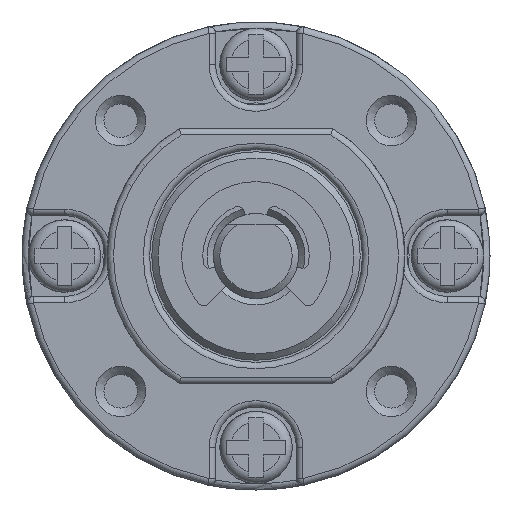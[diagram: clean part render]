
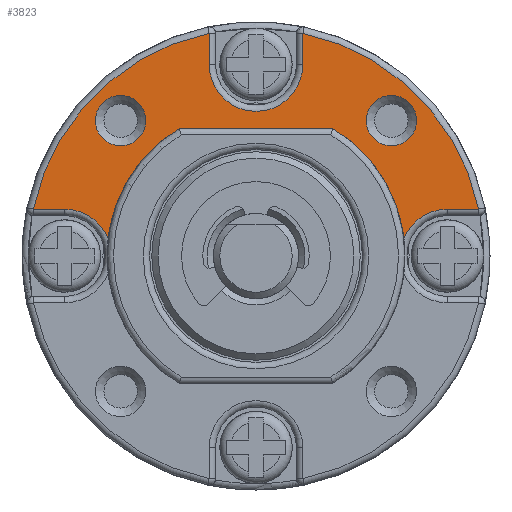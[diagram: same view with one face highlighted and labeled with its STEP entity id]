
A CAD part, front view. The second image highlights one B-rep face of the part: STEP entity #3823.
In plain terms, the highlighted planar face has unit normal (0, -1, 0).
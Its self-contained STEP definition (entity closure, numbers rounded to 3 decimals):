
#3289=CARTESIAN_POINT('',(-6.,2.0,-3.606));
#3290=VERTEX_POINT('',#3289);
#3297=CARTESIAN_POINT('',(-0.807,2.0,-6.953));
#3298=VERTEX_POINT('',#3297);
#3299=CARTESIAN_POINT('',(0.0,2.0,0.0));
#3300=DIRECTION('',(0.0,-1.0,0.0));
#3301=DIRECTION('',(-1.0,0.0,0.0));
#3302=AXIS2_PLACEMENT_3D('',#3299,#3300,#3301);
#3303=CIRCLE('',#3302,7.);
#3304=EDGE_CURVE('',#3290,#3298,#3303,.T.);
#3442=CARTESIAN_POINT('',(-6.,2.0,3.606));
#3443=VERTEX_POINT('',#3442);
#3450=CARTESIAN_POINT('',(-6.,2.0,-3.606));
#3451=DIRECTION('',(0.0,0.0,1.0));
#3452=VECTOR('',#3451,7.211);
#3453=LINE('',#3450,#3452);
#3454=EDGE_CURVE('',#3290,#3443,#3453,.T.);
#3672=CARTESIAN_POINT('',(-7.549,2.0,-6.364));
#3673=VERTEX_POINT('',#3672);
#3674=CARTESIAN_POINT('',(-6.364,2.0,-6.364));
#3675=DIRECTION('',(0.0,-1.0,0.0));
#3676=DIRECTION('',(1.0,0.0,0.0));
#3677=AXIS2_PLACEMENT_3D('',#3674,#3675,#3676);
#3678=CIRCLE('',#3677,1.185);
#3679=EDGE_CURVE('',#3673,#3673,#3678,.T.);
#3716=CARTESIAN_POINT('',(0.0,2.0,0.));
#3717=DIRECTION('',(0.0,1.0,0.0));
#3718=DIRECTION('',(0.0,0.0,1.0));
#3719=AXIS2_PLACEMENT_3D('',#3716,#3717,#3718);
#3720=PLANE('',#3719);
#3721=CARTESIAN_POINT('',(-2.2,2.0,-9.0));
#3722=VERTEX_POINT('',#3721);
#3723=CARTESIAN_POINT('',(0.,2.0,-9.0));
#3724=DIRECTION('',(0.0,-1.0,0.0));
#3725=DIRECTION('',(0.0,0.0,1.0));
#3726=AXIS2_PLACEMENT_3D('',#3723,#3724,#3725);
#3727=CIRCLE('',#3726,2.2);
#3728=EDGE_CURVE('',#3298,#3722,#3727,.T.);
#3729=ORIENTED_EDGE('',*,*,#3728,.F.);
#3730=ORIENTED_EDGE('',*,*,#3304,.F.);
#3731=ORIENTED_EDGE('',*,*,#3454,.T.);
#3732=CARTESIAN_POINT('',(-0.807,2.0,6.953));
#3733=VERTEX_POINT('',#3732);
#3734=CARTESIAN_POINT('',(0.0,2.0,0.0));
#3735=DIRECTION('',(0.0,-1.0,0.0));
#3736=DIRECTION('',(-1.0,0.0,0.0));
#3737=AXIS2_PLACEMENT_3D('',#3734,#3735,#3736);
#3738=CIRCLE('',#3737,7.);
#3739=EDGE_CURVE('',#3733,#3443,#3738,.T.);
#3740=ORIENTED_EDGE('',*,*,#3739,.F.);
#3741=CARTESIAN_POINT('',(-2.2,2.0,9.0));
#3742=VERTEX_POINT('',#3741);
#3743=CARTESIAN_POINT('',(0.,2.0,9.0));
#3744=DIRECTION('',(0.0,-1.0,0.0));
#3745=DIRECTION('',(0.0,0.0,-1.0));
#3746=AXIS2_PLACEMENT_3D('',#3743,#3744,#3745);
#3747=CIRCLE('',#3746,2.2);
#3748=EDGE_CURVE('',#3742,#3733,#3747,.T.);
#3749=ORIENTED_EDGE('',*,*,#3748,.F.);
#3750=CARTESIAN_POINT('',(-2.2,2.0,10.471));
#3751=VERTEX_POINT('',#3750);
#3752=CARTESIAN_POINT('',(-2.2,2.0,10.471));
#3753=DIRECTION('',(0.0,0.0,-1.0));
#3754=VECTOR('',#3753,1.471);
#3755=LINE('',#3752,#3754);
#3756=EDGE_CURVE('',#3751,#3742,#3755,.T.);
#3757=ORIENTED_EDGE('',*,*,#3756,.F.);
#3758=CARTESIAN_POINT('',(-10.471,2.0,2.2));
#3759=VERTEX_POINT('',#3758);
#3760=CARTESIAN_POINT('',(0.0,2.0,0.0));
#3761=DIRECTION('',(0.0,1.0,0.0));
#3762=DIRECTION('',(-0.707,0.0,0.707));
#3763=AXIS2_PLACEMENT_3D('',#3760,#3761,#3762);
#3764=CIRCLE('',#3763,10.7);
#3765=EDGE_CURVE('',#3759,#3751,#3764,.T.);
#3766=ORIENTED_EDGE('',*,*,#3765,.F.);
#3767=CARTESIAN_POINT('',(-9.0,2.0,2.2));
#3768=VERTEX_POINT('',#3767);
#3769=CARTESIAN_POINT('',(-9.0,2.0,2.2));
#3770=DIRECTION('',(-1.0,0.0,0.0));
#3771=VECTOR('',#3770,1.471);
#3772=LINE('',#3769,#3771);
#3773=EDGE_CURVE('',#3768,#3759,#3772,.T.);
#3774=ORIENTED_EDGE('',*,*,#3773,.F.);
#3775=CARTESIAN_POINT('',(-9.0,2.0,-2.2));
#3776=VERTEX_POINT('',#3775);
#3777=CARTESIAN_POINT('',(-9.0,2.0,0.));
#3778=DIRECTION('',(0.0,-1.0,0.0));
#3779=DIRECTION('',(1.0,0.0,0.0));
#3780=AXIS2_PLACEMENT_3D('',#3777,#3778,#3779);
#3781=CIRCLE('',#3780,2.2);
#3782=EDGE_CURVE('',#3776,#3768,#3781,.T.);
#3783=ORIENTED_EDGE('',*,*,#3782,.F.);
#3784=CARTESIAN_POINT('',(-10.471,2.0,-2.2));
#3785=VERTEX_POINT('',#3784);
#3786=CARTESIAN_POINT('',(-10.471,2.0,-2.2));
#3787=DIRECTION('',(1.0,0.0,0.0));
#3788=VECTOR('',#3787,1.471);
#3789=LINE('',#3786,#3788);
#3790=EDGE_CURVE('',#3785,#3776,#3789,.T.);
#3791=ORIENTED_EDGE('',*,*,#3790,.F.);
#3792=CARTESIAN_POINT('',(-2.2,2.0,-10.471));
#3793=VERTEX_POINT('',#3792);
#3794=CARTESIAN_POINT('',(0.0,2.0,0.0));
#3795=DIRECTION('',(0.0,1.0,0.0));
#3796=DIRECTION('',(-0.707,0.0,-0.707));
#3797=AXIS2_PLACEMENT_3D('',#3794,#3795,#3796);
#3798=CIRCLE('',#3797,10.7);
#3799=EDGE_CURVE('',#3793,#3785,#3798,.T.);
#3800=ORIENTED_EDGE('',*,*,#3799,.F.);
#3801=CARTESIAN_POINT('',(-2.2,2.0,-9.0));
#3802=DIRECTION('',(0.0,0.0,-1.0));
#3803=VECTOR('',#3802,1.471);
#3804=LINE('',#3801,#3803);
#3805=EDGE_CURVE('',#3722,#3793,#3804,.T.);
#3806=ORIENTED_EDGE('',*,*,#3805,.F.);
#3807=EDGE_LOOP('',(#3729,#3730,#3731,#3740,#3749,#3757,#3766,#3774,#3783,#3791,#3800,#3806));
#3808=FACE_OUTER_BOUND('',#3807,.T.);
#3809=ORIENTED_EDGE('',*,*,#3679,.F.);
#3810=EDGE_LOOP('',(#3809));
#3811=FACE_BOUND('',#3810,.T.);
#3812=CARTESIAN_POINT('',(-6.364,2.0,7.549));
#3813=VERTEX_POINT('',#3812);
#3814=CARTESIAN_POINT('',(-6.364,2.0,6.364));
#3815=DIRECTION('',(0.0,-1.0,0.0));
#3816=DIRECTION('',(0.0,0.0,-1.0));
#3817=AXIS2_PLACEMENT_3D('',#3814,#3815,#3816);
#3818=CIRCLE('',#3817,1.185);
#3819=EDGE_CURVE('',#3813,#3813,#3818,.T.);
#3820=ORIENTED_EDGE('',*,*,#3819,.F.);
#3821=EDGE_LOOP('',(#3820));
#3822=FACE_BOUND('',#3821,.T.);
#3823=ADVANCED_FACE('',(#3808,#3811,#3822),#3720,.F.);
